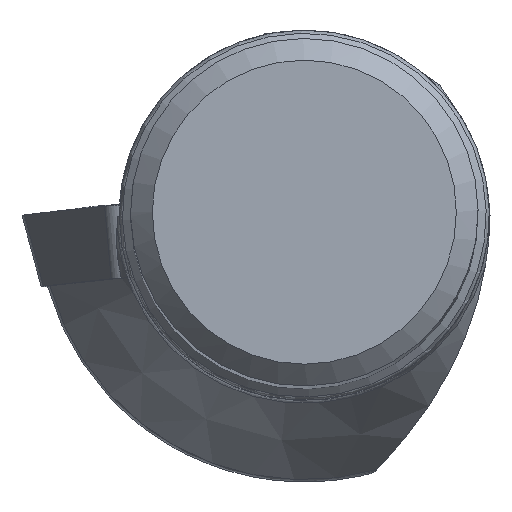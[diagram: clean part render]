
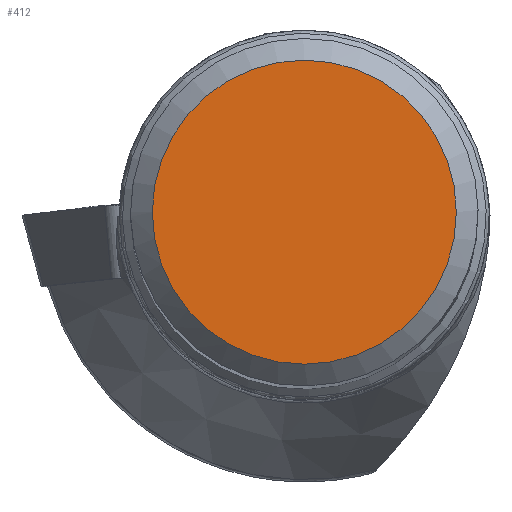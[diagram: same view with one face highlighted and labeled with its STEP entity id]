
A CAD part, top view. The second image highlights one B-rep face of the part: STEP entity #412.
In plain terms, the highlighted planar face has unit normal (0, 0, 1).
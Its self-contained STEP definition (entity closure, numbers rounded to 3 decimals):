
#329=FACE_OUTER_BOUND('',#630,.T.);
#412=ADVANCED_FACE('',(#329),#495,.F.);
#495=PLANE('',#1842);
#543=CIRCLE('',#1841,6.997);
#630=EDGE_LOOP('',(#825));
#825=ORIENTED_EDGE('',*,*,#1425,.F.);
#1248=VERTEX_POINT('',#2713);
#1425=EDGE_CURVE('',#1248,#1248,#543,.T.);
#1841=AXIS2_PLACEMENT_3D('',#2712,#2063,#2064);
#1842=AXIS2_PLACEMENT_3D('',#2714,#2065,#2066);
#2063=DIRECTION('',(0.,0.,-1.));
#2064=DIRECTION('',(-1.,0.,0.));
#2065=DIRECTION('',(0.,0.,-1.));
#2066=DIRECTION('',(-1.,0.,0.));
#2712=CARTESIAN_POINT('',(0.,0.,0.));
#2713=CARTESIAN_POINT('',(-6.997,0.,0.));
#2714=CARTESIAN_POINT('',(0.,0.,0.));
